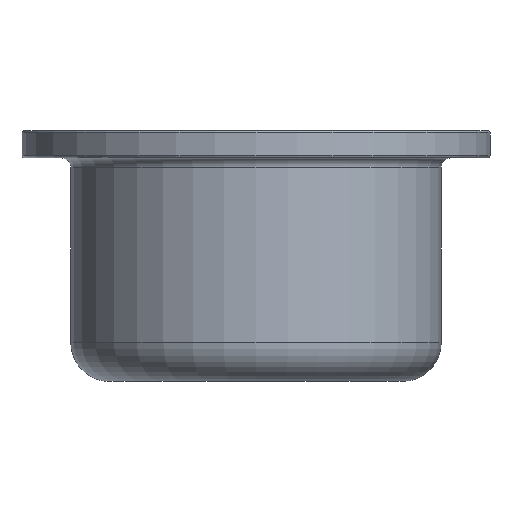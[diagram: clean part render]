
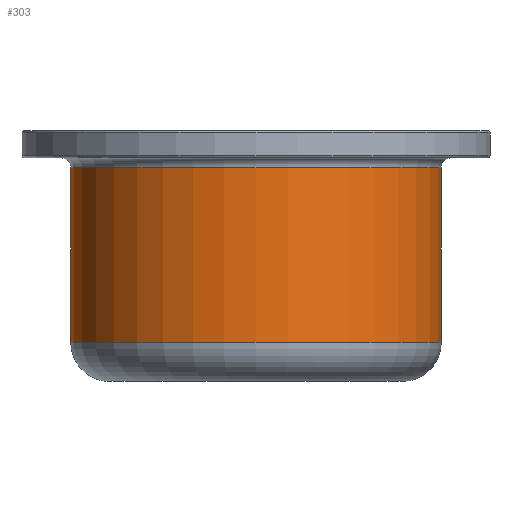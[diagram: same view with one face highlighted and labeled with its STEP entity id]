
A CAD part, front view. The second image highlights one B-rep face of the part: STEP entity #303.
In plain terms, the highlighted cylindrical face has radius 60.325 mm (diameter 120.65 mm), a full revolution.
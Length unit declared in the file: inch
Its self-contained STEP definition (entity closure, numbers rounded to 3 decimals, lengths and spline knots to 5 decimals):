
#29=CYLINDRICAL_SURFACE('',#351,2.375);
#59=FACE_BOUND('',#129,.T.);
#81=FACE_OUTER_BOUND('',#128,.T.);
#128=EDGE_LOOP('',(#268));
#129=EDGE_LOOP('',(#269));
#164=CIRCLE('',#350,2.375);
#165=CIRCLE('',#352,2.375);
#192=VERTEX_POINT('',#525);
#193=VERTEX_POINT('',#528);
#220=EDGE_CURVE('',#192,#192,#164,.T.);
#221=EDGE_CURVE('',#193,#193,#165,.T.);
#268=ORIENTED_EDGE('',*,*,#220,.T.);
#269=ORIENTED_EDGE('',*,*,#221,.F.);
#303=ADVANCED_FACE('',(#81,#59),#29,.T.);
#350=AXIS2_PLACEMENT_3D('',#526,#439,#440);
#351=AXIS2_PLACEMENT_3D('',#527,#441,#442);
#352=AXIS2_PLACEMENT_3D('',#529,#443,#444);
#439=DIRECTION('center_axis',(0.,0.,-1.));
#440=DIRECTION('ref_axis',(1.,0.,0.));
#441=DIRECTION('center_axis',(0.,0.,-1.));
#442=DIRECTION('ref_axis',(-1.,0.,0.));
#443=DIRECTION('center_axis',(0.,0.,-1.));
#444=DIRECTION('ref_axis',(1.,0.,0.));
#525=CARTESIAN_POINT('',(-2.375,0.,-0.475));
#526=CARTESIAN_POINT('Origin',(0.,0.,-0.475));
#527=CARTESIAN_POINT('Origin',(0.,0.,-1.595));
#528=CARTESIAN_POINT('',(-2.375,0.,-2.715));
#529=CARTESIAN_POINT('Origin',(0.,0.,-2.715));
